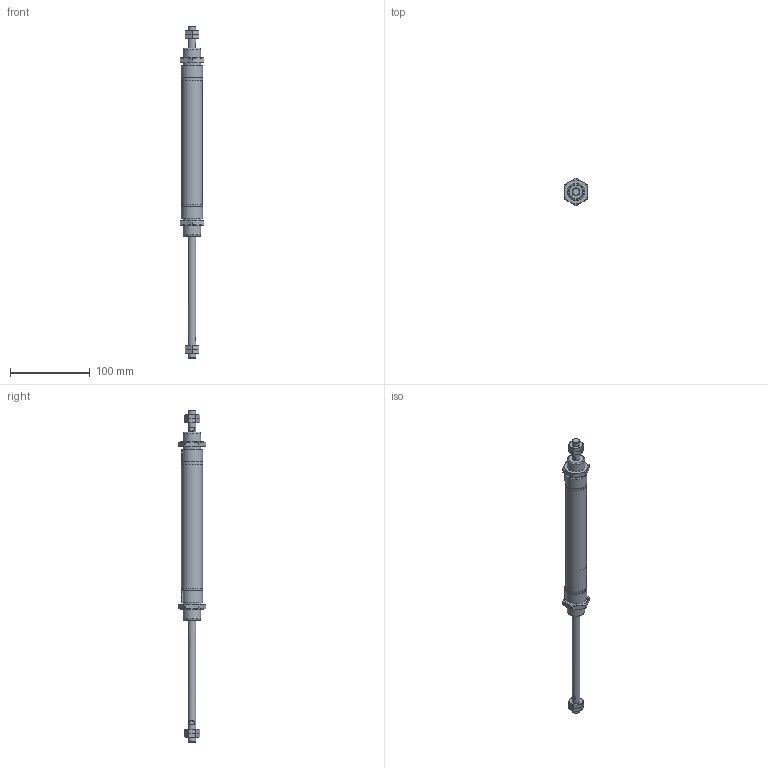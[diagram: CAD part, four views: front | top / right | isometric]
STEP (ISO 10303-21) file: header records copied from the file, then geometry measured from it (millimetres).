
FILE_DESCRIPTION( ( 'STEP AP203' ), '1' );
FILE_NAME( 'MCMI-21-25-125_POS_0.stp', '2021-03-10T19:54:38', ( 'License CC BY-ND 4.0' ), ( 'CADENAS' ), ' ', 'PARTsolutions', ' ' );
FILE_SCHEMA( ( 'CONFIG_CONTROL_DESIGN' ) );
Length unit declared in the file: millimetre
Products named in the file (5): MCMI-21-25-125_POS_0; _MCMI-21-25-125-0_(0_b); _MCMI-21-25-125-0_(0_r); _MCMI-25_n; _MCMI-25_n2
Assembly tree (8 placements, depth 2):
  MCMI-21-25-125_POS_0
    _MCMI-21-25-125-0_(0_b)
    _MCMI-21-25-125-0_(0_r)
    _MCMI-25_n  x4
    _MCMI-25_n2  x2
Bounding box: 30 x 34.64 x 417 mm (x, y, z)
Volume: 94409.4 mm3; surface area: 58378.9 mm2
Topology: 8 solids, 8 shells, 203 faces, 435 edges, 260 vertices
Faces by surface type: cone 96, plane 80, cylinder 25, torus 2
Full cylindrical faces by diameter (mm): 8.647 x4, 10 x4, 20.376 x2, 22 x2, 25 x2, 26.4 x1, 26.8 x2
Entity records: 3202 total; most frequent: CARTESIAN_POINT 782, DIRECTION 478, ORIENTED_EDGE 404, AXIS2_PLACEMENT_3D 212, EDGE_CURVE 202, EDGE_LOOP 162, VERTEX_POINT 140, FACE_OUTER_BOUND 126
